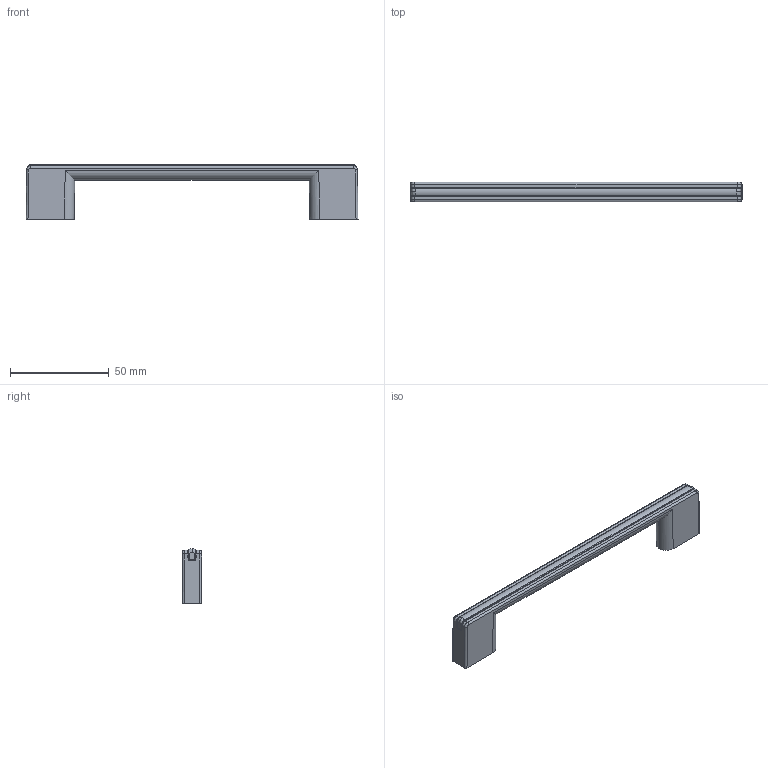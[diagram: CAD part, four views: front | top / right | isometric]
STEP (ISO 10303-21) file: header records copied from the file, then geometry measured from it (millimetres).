
FILE_DESCRIPTION(('Creo Elements/Direct Modeling STEP Export'),'2;1');
FILE_NAME('2170-168.stp','2019-01-16T11:58:14',(''),(''),'Creo Elements/Direct Modeling STEP processor for AP214 (Solid Model)','Creo Elements/Direct Modeling 20.0 12-Nov-2016 (C) Parametric Technology GmbH','');
FILE_SCHEMA(('AUTOMOTIVE_DESIGN { 1 0 10303 214 1 1 1 1 }'));
Length unit declared in the file: millimetre
Products named in the file (2): 2170-168
Assembly tree (1 placements, depth 2):
  2170-168
    2170-168
Bounding box: 168.4 x 10 x 27.7 mm (x, y, z)
Volume: 19452.2 mm3; surface area: 11493.8 mm2
Topology: 1 solids, 1 shells, 104 faces, 270 edges, 168 vertices
Faces by surface type: cylinder 47, plane 25, bspline 16, cone 16
Entity records: 5793 total; most frequent: CARTESIAN_POINT 3470, ORIENTED_EDGE 524, DIRECTION 394, EDGE_CURVE 262, VERTEX_POINT 168, AXIS2_PLACEMENT_3D 142, EDGE_LOOP 112, VECTOR 110
